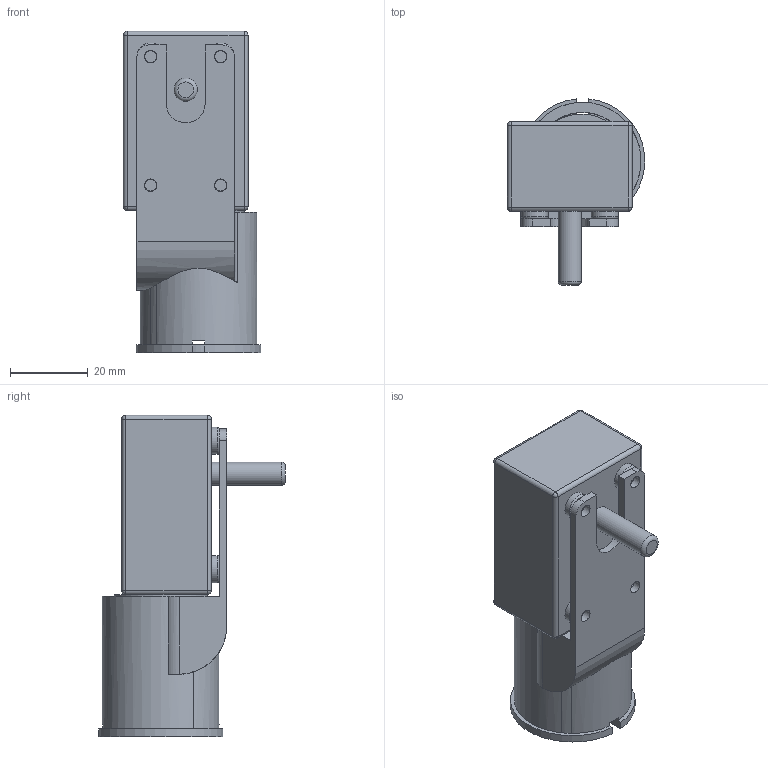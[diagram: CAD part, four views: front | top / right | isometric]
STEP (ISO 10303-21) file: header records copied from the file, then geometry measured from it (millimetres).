
FILE_DESCRIPTION(/* description */ (''),/* implementation_level */ '2;1');
FILE_NAME(/* name */ 'Support motor rotor v15.stp',/* time_stamp */ '2020-12-11T16:24:56+01:00',/* author */ (''),/* organization */ (''),/* preprocessor_version */ 'ST-DEVELOPER v18.1',/* originating_system */ 'Autodesk Translation Framework v9.7.1.1290',/* authorisation */ '');
FILE_SCHEMA (('AUTOMOTIVE_DESIGN { 1 0 10303 214 3 1 1 }'));
Length unit declared in the file: millimetre
Products named in the file (3): Support motor rotor; Support Motor; Head Motor v3
Assembly tree (2 placements, depth 2):
  Support motor rotor
    Support Motor
    Head Motor v3
Bounding box: 35.24 x 47.92 x 82.5 mm (x, y, z)
Volume: 60063.4 mm3; surface area: 19603.8 mm2
Topology: 2 solids, 2 shells, 101 faces, 240 edges, 149 vertices
Faces by surface type: cylinder 43, plane 41, torus 9, sphere 8
Full cylindrical faces by diameter (mm): 2.2 x1, 3 x4, 3.2 x4, 6 x1, 7 x4, 23.6 x1, 24 x1, 30 x1
Entity records: 3099 total; most frequent: DIRECTION 570, CARTESIAN_POINT 530, ORIENTED_EDGE 480, EDGE_CURVE 240, AXIS2_PLACEMENT_3D 228, VERTEX_POINT 149, EDGE_LOOP 123, CIRCLE 122
